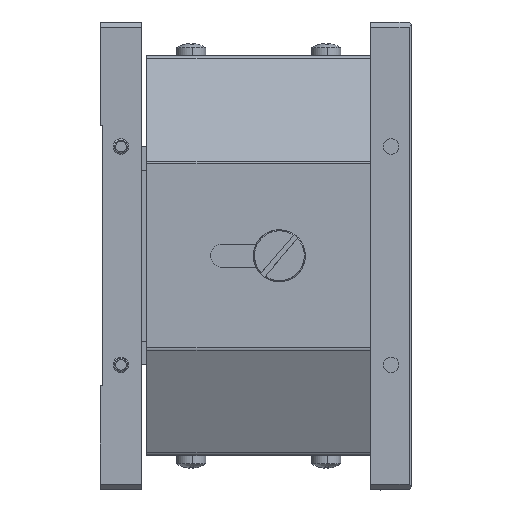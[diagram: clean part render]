
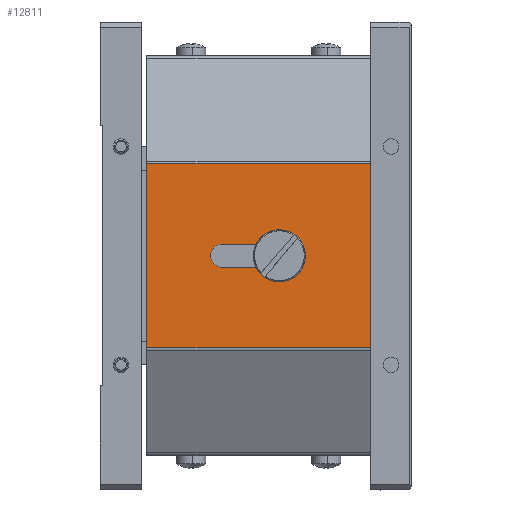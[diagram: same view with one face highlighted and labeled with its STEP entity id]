
A CAD part, left-side view. The second image highlights one B-rep face of the part: STEP entity #12811.
In plain terms, the highlighted planar face has unit normal (-1, 0, 0).
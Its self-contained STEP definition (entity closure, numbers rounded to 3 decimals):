
#173 = LINE ( 'NONE', #2478, #3050 ) ;
#468 = EDGE_CURVE ( 'NONE', #19011, #23104, #20785, .T. ) ;
#521 = LINE ( 'NONE', #6758, #23574 ) ;
#867 = LINE ( 'NONE', #4157, #10035 ) ;
#1576 = VERTEX_POINT ( 'NONE', #17530 ) ;
#1742 = VECTOR ( 'NONE', #18798, 1000. ) ;
#2459 = LINE ( 'NONE', #13761, #11333 ) ;
#2478 = CARTESIAN_POINT ( 'NONE',  ( -37., -52., 18. ) ) ;
#2852 = DIRECTION ( 'NONE',  ( 0., 1., 0. ) ) ;
#3050 = VECTOR ( 'NONE', #7605, 1000. ) ;
#3736 = CARTESIAN_POINT ( 'NONE',  ( -37., -35.5, 0. ) ) ;
#4157 = CARTESIAN_POINT ( 'NONE',  ( -37., -35.5, 2.25 ) ) ;
#4193 = CARTESIAN_POINT ( 'NONE',  ( -37., -35.5, -2.25 ) ) ;
#4410 = FACE_OUTER_BOUND ( 'NONE', #15498, .T. ) ;
#4413 = CARTESIAN_POINT ( 'NONE',  ( -37., -9., 18. ) ) ;
#4573 = LINE ( 'NONE', #4413, #1742 ) ;
#4622 = CARTESIAN_POINT ( 'NONE',  ( -37., -9., 17.759 ) ) ;
#5498 = DIRECTION ( 'NONE',  ( -1., 0., 0. ) ) ;
#5710 = DIRECTION ( 'NONE',  ( 0., -1., 0. ) ) ;
#6450 = CARTESIAN_POINT ( 'NONE',  ( -37., -23.5, 2.25 ) ) ;
#6758 = CARTESIAN_POINT ( 'NONE',  ( -37., -23.5, -2.25 ) ) ;
#7422 = DIRECTION ( 'NONE',  ( 0., 0., -1. ) ) ;
#7514 = VERTEX_POINT ( 'NONE', #12308 ) ;
#7583 = AXIS2_PLACEMENT_3D ( 'NONE', #9366, #5498, #7422 ) ;
#7605 = DIRECTION ( 'NONE',  ( 0., 0., -1. ) ) ;
#7775 = CARTESIAN_POINT ( 'NONE',  ( -37., -23.5, -2.25 ) ) ;
#8472 = CIRCLE ( 'NONE', #7583, 2.25 ) ;
#8502 = CARTESIAN_POINT ( 'NONE',  ( -37., -9., 18. ) ) ;
#8810 = EDGE_CURVE ( 'NONE', #18402, #1576, #11093, .T. ) ;
#9366 = CARTESIAN_POINT ( 'NONE',  ( -37., -23.5, 0. ) ) ;
#9414 = CARTESIAN_POINT ( 'NONE',  ( -37., -35.5, 2.25 ) ) ;
#10035 = VECTOR ( 'NONE', #16895, 1000. ) ;
#10202 = VECTOR ( 'NONE', #5710, 1000. ) ;
#10658 = EDGE_CURVE ( 'NONE', #21118, #19011, #521, .T. ) ;
#10897 = EDGE_LOOP ( 'NONE', ( #19861, #16707, #13416, #16478 ) ) ;
#11024 = DIRECTION ( 'NONE',  ( 0., 0., -1. ) ) ;
#11093 = LINE ( 'NONE', #12501, #10202 ) ;
#11333 = VECTOR ( 'NONE', #2852, 1000. ) ;
#11493 = ORIENTED_EDGE ( 'NONE', *, *, #11566, .F. ) ;
#11566 = EDGE_CURVE ( 'NONE', #7514, #1576, #173, .T. ) ;
#11827 = PLANE ( 'NONE',  #13534 ) ;
#11970 = EDGE_CURVE ( 'NONE', #7514, #12515, #2459, .T. ) ;
#12253 = ORIENTED_EDGE ( 'NONE', *, *, #8810, .T. ) ;
#12308 = CARTESIAN_POINT ( 'NONE',  ( -37., -52., 17.759 ) ) ;
#12501 = CARTESIAN_POINT ( 'NONE',  ( -37., -9., -17.759 ) ) ;
#12515 = VERTEX_POINT ( 'NONE', #4622 ) ;
#12811 = ADVANCED_FACE ( 'NONE', ( #14117, #4410 ), #11827, .T. ) ;
#13416 = ORIENTED_EDGE ( 'NONE', *, *, #21508, .F. ) ;
#13534 = AXIS2_PLACEMENT_3D ( 'NONE', #8502, #21020, #19366 ) ;
#13761 = CARTESIAN_POINT ( 'NONE',  ( -37., -9., 17.759 ) ) ;
#14117 = FACE_BOUND ( 'NONE', #10897, .T. ) ;
#15498 = EDGE_LOOP ( 'NONE', ( #11493, #20028, #17579, #12253 ) ) ;
#16145 = AXIS2_PLACEMENT_3D ( 'NONE', #3736, #18429, #11024 ) ;
#16146 = VERTEX_POINT ( 'NONE', #6450 ) ;
#16478 = ORIENTED_EDGE ( 'NONE', *, *, #23391, .F. ) ;
#16707 = ORIENTED_EDGE ( 'NONE', *, *, #10658, .F. ) ;
#16711 = CARTESIAN_POINT ( 'NONE',  ( -37., -9., -17.759 ) ) ;
#16895 = DIRECTION ( 'NONE',  ( 0., 1., 0. ) ) ;
#17530 = CARTESIAN_POINT ( 'NONE',  ( -37., -52., -17.759 ) ) ;
#17579 = ORIENTED_EDGE ( 'NONE', *, *, #18667, .T. ) ;
#18402 = VERTEX_POINT ( 'NONE', #16711 ) ;
#18429 = DIRECTION ( 'NONE',  ( -1., 0., 0. ) ) ;
#18667 = EDGE_CURVE ( 'NONE', #12515, #18402, #4573, .T. ) ;
#18798 = DIRECTION ( 'NONE',  ( 0., 0., -1. ) ) ;
#19011 = VERTEX_POINT ( 'NONE', #4193 ) ;
#19337 = DIRECTION ( 'NONE',  ( 0., -1., 0. ) ) ;
#19366 = DIRECTION ( 'NONE',  ( 0., 0., -1. ) ) ;
#19861 = ORIENTED_EDGE ( 'NONE', *, *, #468, .F. ) ;
#20028 = ORIENTED_EDGE ( 'NONE', *, *, #11970, .T. ) ;
#20785 = CIRCLE ( 'NONE', #16145, 2.25 ) ;
#21020 = DIRECTION ( 'NONE',  ( -1., 0., 0. ) ) ;
#21118 = VERTEX_POINT ( 'NONE', #7775 ) ;
#21508 = EDGE_CURVE ( 'NONE', #16146, #21118, #8472, .T. ) ;
#23104 = VERTEX_POINT ( 'NONE', #9414 ) ;
#23391 = EDGE_CURVE ( 'NONE', #23104, #16146, #867, .T. ) ;
#23574 = VECTOR ( 'NONE', #19337, 1000. ) ;
